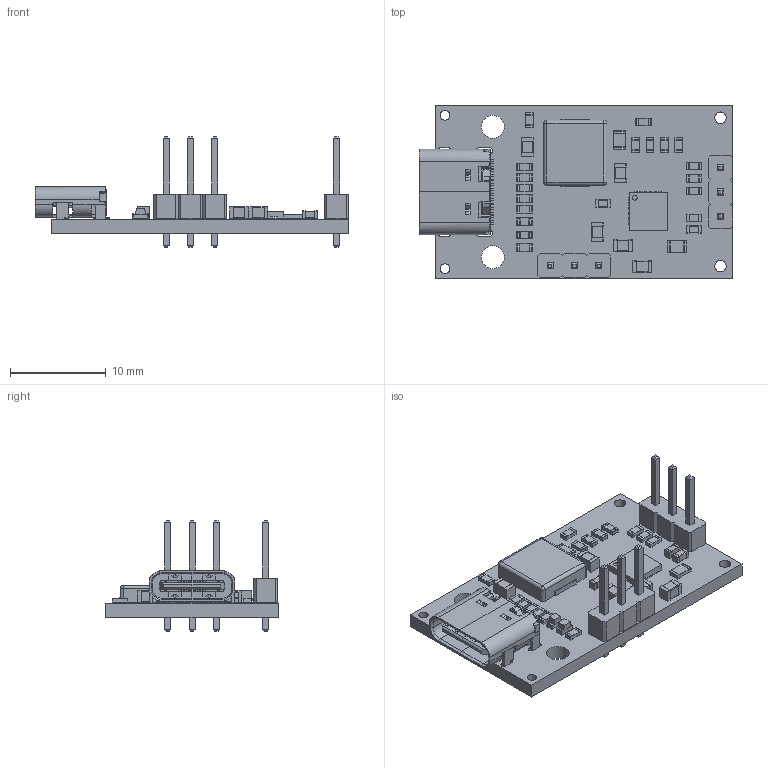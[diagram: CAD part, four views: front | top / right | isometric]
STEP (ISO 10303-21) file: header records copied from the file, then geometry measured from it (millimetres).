
FILE_DESCRIPTION(('KiCad electronic assembly'),'2;1');
FILE_NAME('USBcharger.step','2024-11-10T18:05:54',('Pcbnew'),('Kicad'), 'Open CASCADE STEP processor 7.8','KiCad to STEP converter','Unknown' );
FILE_SCHEMA(('AUTOMOTIVE_DESIGN { 1 0 10303 214 1 1 1 1 }'));
Length unit declared in the file: millimetre
Products named in the file (11): USBcharger 1; R_0603_1608Metric; C_0603_1608Metric; PinHeader_1x03_P2.54mm_Vertical; C_0805_2012Metric; R_0805_2012Metric; L_APV_APH0620; LED_0603_1608Metric; QFN-24-1EP_4x4mm_P0.5mm_EP2.6x2.6mm; USB_C_Receptacle_GCT_USB4105-xx-A_16P_TopMnt_Horizontal; USBcharger_PCB
Assembly tree (33 placements, depth 2):
  USBcharger 1
    R_0603_1608Metric  x15
    C_0603_1608Metric  x3
    PinHeader_1x03_P2.54mm_Vertical  x2
    C_0805_2012Metric  x5
    R_0805_2012Metric  x2
    L_APV_APH0620
    LED_0603_1608Metric  x2
    QFN-24-1EP_4x4mm_P0.5mm_EP2.6x2.6mm
    USB_C_Receptacle_GCT_USB4105-xx-A_16P_TopMnt_Horizontal
    USBcharger_PCB
Bounding box: 32.7 x 18 x 11.54 mm (x, y, z)
Volume: 1169.7 mm3; surface area: 2535.5 mm2
Topology: 68 solids, 68 shells, 1786 faces, 4592 edges, 2960 vertices
Faces by surface type: plane 1331, cylinder 443, cone 8, sphere 4
Full cylindrical faces by diameter (mm): 0.5 x3, 0.65 x2, 1 x8, 1.2 x2, 2.4 x2
Entity records: 41237 total; most frequent: CARTESIAN_POINT 5877, ORIENTED_EDGE 5646, DIRECTION 5575, EDGE_CURVE 2823, LINE 2319, VECTOR 2319, VERTEX_POINT 1814, AXIS2_PLACEMENT_3D 1628
